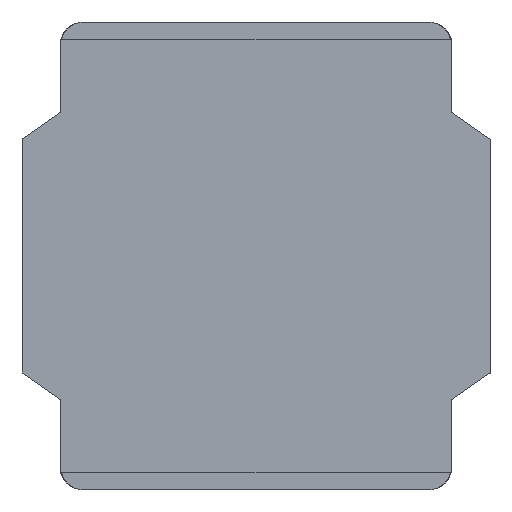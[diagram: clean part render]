
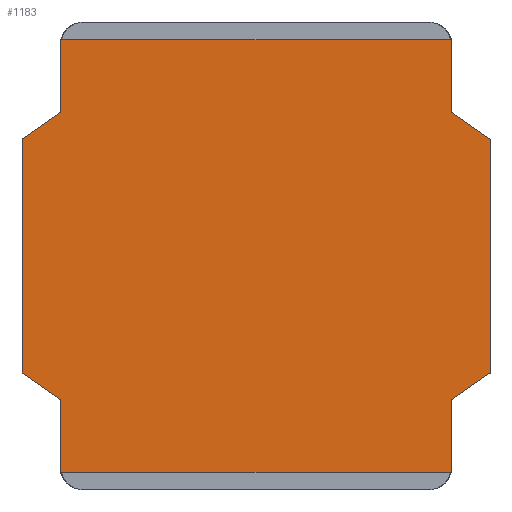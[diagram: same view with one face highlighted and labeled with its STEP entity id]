
A CAD part, front view. The second image highlights one B-rep face of the part: STEP entity #1183.
In plain terms, the highlighted planar face has unit normal (0, -1, 0).
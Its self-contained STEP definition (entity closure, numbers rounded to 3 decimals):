
#7 = CARTESIAN_POINT ( 'NONE',  ( -1.67, 0., 1.229 ) ) ;
#8 = DIRECTION ( 'NONE',  ( 0.822, 0., -0.57 ) ) ;
#15 = CARTESIAN_POINT ( 'NONE',  ( 1.67, 0., 1.229 ) ) ;
#51 = DIRECTION ( 'NONE',  ( 1., 0., 0. ) ) ;
#60 = LINE ( 'NONE', #15, #750 ) ;
#72 = LINE ( 'NONE', #2870, #1365 ) ;
#120 = LINE ( 'NONE', #1295, #2824 ) ;
#133 = CARTESIAN_POINT ( 'NONE',  ( 1.67, 0., -1.85 ) ) ;
#216 = ORIENTED_EDGE ( 'NONE', *, *, #2429, .F. ) ;
#304 = DIRECTION ( 'NONE',  ( 0., 0., -1. ) ) ;
#347 = VECTOR ( 'NONE', #51, 1000. ) ;
#400 = VERTEX_POINT ( 'NONE', #1051 ) ;
#407 = CARTESIAN_POINT ( 'NONE',  ( 2., 0., -1. ) ) ;
#425 = CARTESIAN_POINT ( 'NONE',  ( 1.67, 0., 1.85 ) ) ;
#480 = LINE ( 'NONE', #1599, #1156 ) ;
#553 = CARTESIAN_POINT ( 'NONE',  ( 1.67, 0., 1.85 ) ) ;
#569 = DIRECTION ( 'NONE',  ( 0.822, 0., 0.57 ) ) ;
#625 = VERTEX_POINT ( 'NONE', #3045 ) ;
#733 = EDGE_CURVE ( 'NONE', #978, #2621, #72, .T. ) ;
#735 = EDGE_CURVE ( 'NONE', #1765, #625, #2059, .T. ) ;
#744 = ORIENTED_EDGE ( 'NONE', *, *, #1915, .F. ) ;
#750 = VECTOR ( 'NONE', #8, 1000. ) ;
#752 = VERTEX_POINT ( 'NONE', #7 ) ;
#822 = VERTEX_POINT ( 'NONE', #133 ) ;
#840 = CARTESIAN_POINT ( 'NONE',  ( -1.67, 0., 1.85 ) ) ;
#863 = LINE ( 'NONE', #1288, #2242 ) ;
#875 = DIRECTION ( 'NONE',  ( 0., 0., 1. ) ) ;
#978 = VERTEX_POINT ( 'NONE', #407 ) ;
#991 = DIRECTION ( 'NONE',  ( 0., 0., -1. ) ) ;
#1017 = EDGE_CURVE ( 'NONE', #2272, #978, #2928, .T. ) ;
#1051 = CARTESIAN_POINT ( 'NONE',  ( -2., 0., -1. ) ) ;
#1073 = ORIENTED_EDGE ( 'NONE', *, *, #3137, .F. ) ;
#1113 = LINE ( 'NONE', #840, #347 ) ;
#1156 = VECTOR ( 'NONE', #875, 1000. ) ;
#1174 = EDGE_CURVE ( 'NONE', #2853, #2596, #480, .T. ) ;
#1183 = ADVANCED_FACE ( 'NONE', ( #1842 ), #1822, .T. ) ;
#1261 = EDGE_CURVE ( 'NONE', #400, #2593, #2623, .T. ) ;
#1265 = CARTESIAN_POINT ( 'NONE',  ( -1.67, 0., -1.85 ) ) ;
#1288 = CARTESIAN_POINT ( 'NONE',  ( -1.67, 0., -1.85 ) ) ;
#1291 = CARTESIAN_POINT ( 'NONE',  ( -1.67, 0., 1.85 ) ) ;
#1295 = CARTESIAN_POINT ( 'NONE',  ( 1.67, 0., -1.85 ) ) ;
#1318 = ORIENTED_EDGE ( 'NONE', *, *, #735, .F. ) ;
#1362 = EDGE_CURVE ( 'NONE', #625, #2272, #60, .T. ) ;
#1365 = VECTOR ( 'NONE', #2566, 1000. ) ;
#1462 = CARTESIAN_POINT ( 'NONE',  ( 1.67, 0., -1.229 ) ) ;
#1479 = ORIENTED_EDGE ( 'NONE', *, *, #1261, .F. ) ;
#1552 = DIRECTION ( 'NONE',  ( 0., 0., -1. ) ) ;
#1599 = CARTESIAN_POINT ( 'NONE',  ( -1.67, 0., -1.85 ) ) ;
#1647 = ORIENTED_EDGE ( 'NONE', *, *, #1017, .F. ) ;
#1675 = ORIENTED_EDGE ( 'NONE', *, *, #2971, .F. ) ;
#1696 = VECTOR ( 'NONE', #569, 1000. ) ;
#1712 = CARTESIAN_POINT ( 'NONE',  ( -1.67, 0., -1.229 ) ) ;
#1726 = CARTESIAN_POINT ( 'NONE',  ( -1.67, 0., 1.85 ) ) ;
#1756 = LINE ( 'NONE', #2173, #3073 ) ;
#1765 = VERTEX_POINT ( 'NONE', #425 ) ;
#1780 = LINE ( 'NONE', #3092, #1696 ) ;
#1822 = PLANE ( 'NONE',  #3151 ) ;
#1842 = FACE_OUTER_BOUND ( 'NONE', #2377, .T. ) ;
#1867 = CARTESIAN_POINT ( 'NONE',  ( 2., 0., 1. ) ) ;
#1886 = DIRECTION ( 'NONE',  ( -1., 0., 0. ) ) ;
#1915 = EDGE_CURVE ( 'NONE', #2596, #400, #1756, .T. ) ;
#1960 = CARTESIAN_POINT ( 'NONE',  ( 0., 0., 0. ) ) ;
#1974 = VECTOR ( 'NONE', #3077, 1000. ) ;
#1993 = DIRECTION ( 'NONE',  ( 0., -1., 0. ) ) ;
#2003 = DIRECTION ( 'NONE',  ( 0., 0., -1. ) ) ;
#2016 = EDGE_CURVE ( 'NONE', #2660, #1765, #1113, .T. ) ;
#2017 = ORIENTED_EDGE ( 'NONE', *, *, #1174, .F. ) ;
#2059 = LINE ( 'NONE', #553, #3311 ) ;
#2139 = ORIENTED_EDGE ( 'NONE', *, *, #733, .F. ) ;
#2173 = CARTESIAN_POINT ( 'NONE',  ( -1.67, 0., -1.229 ) ) ;
#2206 = DIRECTION ( 'NONE',  ( -0.822, 0., 0.57 ) ) ;
#2242 = VECTOR ( 'NONE', #1886, 1000. ) ;
#2272 = VERTEX_POINT ( 'NONE', #1867 ) ;
#2278 = LINE ( 'NONE', #1291, #2840 ) ;
#2322 = EDGE_CURVE ( 'NONE', #822, #2853, #863, .T. ) ;
#2377 = EDGE_LOOP ( 'NONE', ( #2600, #1675, #2139, #1647, #2772, #1318, #2668, #216, #1073, #1479, #744, #2017 ) ) ;
#2410 = CARTESIAN_POINT ( 'NONE',  ( -2., 0., -1. ) ) ;
#2429 = EDGE_CURVE ( 'NONE', #752, #2660, #2278, .T. ) ;
#2566 = DIRECTION ( 'NONE',  ( -0.822, 0., -0.57 ) ) ;
#2588 = CARTESIAN_POINT ( 'NONE',  ( 2., 0., -1. ) ) ;
#2593 = VERTEX_POINT ( 'NONE', #3219 ) ;
#2596 = VERTEX_POINT ( 'NONE', #1712 ) ;
#2600 = ORIENTED_EDGE ( 'NONE', *, *, #2322, .F. ) ;
#2621 = VERTEX_POINT ( 'NONE', #1462 ) ;
#2623 = LINE ( 'NONE', #2410, #1974 ) ;
#2660 = VERTEX_POINT ( 'NONE', #1726 ) ;
#2668 = ORIENTED_EDGE ( 'NONE', *, *, #2016, .F. ) ;
#2772 = ORIENTED_EDGE ( 'NONE', *, *, #1362, .F. ) ;
#2824 = VECTOR ( 'NONE', #1552, 1000. ) ;
#2840 = VECTOR ( 'NONE', #3166, 1000. ) ;
#2852 = VECTOR ( 'NONE', #304, 1000. ) ;
#2853 = VERTEX_POINT ( 'NONE', #1265 ) ;
#2870 = CARTESIAN_POINT ( 'NONE',  ( 1.67, 0., -1.229 ) ) ;
#2928 = LINE ( 'NONE', #2588, #2852 ) ;
#2971 = EDGE_CURVE ( 'NONE', #2621, #822, #120, .T. ) ;
#3045 = CARTESIAN_POINT ( 'NONE',  ( 1.67, 0., 1.229 ) ) ;
#3073 = VECTOR ( 'NONE', #2206, 1000. ) ;
#3077 = DIRECTION ( 'NONE',  ( 0., 0., 1. ) ) ;
#3092 = CARTESIAN_POINT ( 'NONE',  ( -1.67, 0., 1.229 ) ) ;
#3137 = EDGE_CURVE ( 'NONE', #2593, #752, #1780, .T. ) ;
#3151 = AXIS2_PLACEMENT_3D ( 'NONE', #1960, #1993, #2003 ) ;
#3166 = DIRECTION ( 'NONE',  ( 0., 0., 1. ) ) ;
#3219 = CARTESIAN_POINT ( 'NONE',  ( -2., 0., 1. ) ) ;
#3311 = VECTOR ( 'NONE', #991, 1000. ) ;
